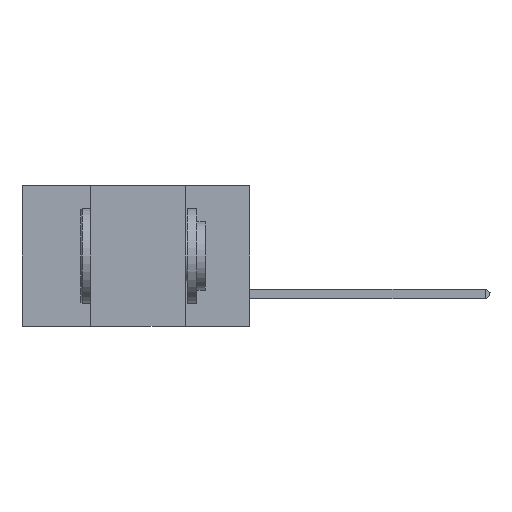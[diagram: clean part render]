
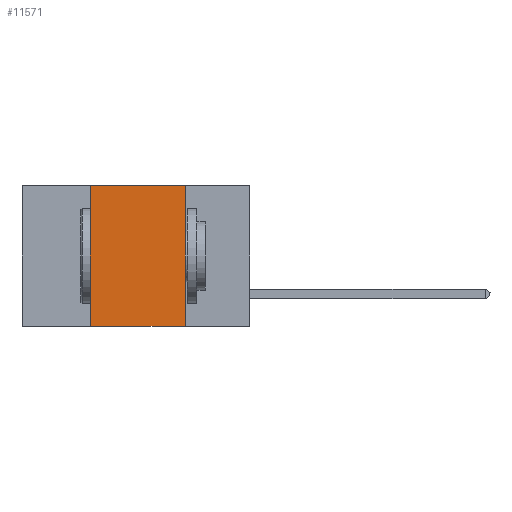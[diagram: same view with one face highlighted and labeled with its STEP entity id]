
A CAD part, left-side view. The second image highlights one B-rep face of the part: STEP entity #11571.
In plain terms, the highlighted planar face has unit normal (-1, 0, 0).
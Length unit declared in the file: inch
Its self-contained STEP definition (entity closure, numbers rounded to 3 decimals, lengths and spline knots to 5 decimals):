
#238 = VERTEX_POINT ( 'NONE', #10714 ) ;
#803 = EDGE_CURVE ( 'NONE', #238, #11790, #7293, .T. ) ;
#1302 = VECTOR ( 'NONE', #5945, 39.37008 ) ;
#1324 = VECTOR ( 'NONE', #5436, 39.37008 ) ;
#1502 = DIRECTION ( 'NONE',  ( 1., 0., 0. ) ) ;
#2204 = DIRECTION ( 'NONE',  ( 0., 0., -1. ) ) ;
#2321 = EDGE_CURVE ( 'NONE', #238, #9351, #9728, .T. ) ;
#3385 = CARTESIAN_POINT ( 'NONE',  ( 0., 0.17, 0. ) ) ;
#3415 = LINE ( 'NONE', #6467, #4275 ) ;
#3458 = FACE_OUTER_BOUND ( 'NONE', #4922, .T. ) ;
#4207 = VERTEX_POINT ( 'NONE', #9077 ) ;
#4275 = VECTOR ( 'NONE', #14274, 39.37008 ) ;
#4922 = EDGE_LOOP ( 'NONE', ( #13664, #9295, #6730, #5003 ) ) ;
#5003 = ORIENTED_EDGE ( 'NONE', *, *, #803, .T. ) ;
#5436 = DIRECTION ( 'NONE',  ( 0., -1., 0. ) ) ;
#5481 = AXIS2_PLACEMENT_3D ( 'NONE', #11557, #1502, #7149 ) ;
#5945 = DIRECTION ( 'NONE',  ( 0., 0., 1. ) ) ;
#6092 = CARTESIAN_POINT ( 'NONE',  ( 0., 0.42, 0. ) ) ;
#6467 = CARTESIAN_POINT ( 'NONE',  ( 0., 0.6, 0. ) ) ;
#6730 = ORIENTED_EDGE ( 'NONE', *, *, #2321, .F. ) ;
#7052 = PLANE ( 'NONE',  #5481 ) ;
#7149 = DIRECTION ( 'NONE',  ( 0., 0., -1. ) ) ;
#7293 = LINE ( 'NONE', #10982, #1324 ) ;
#8634 = EDGE_CURVE ( 'NONE', #4207, #11790, #12818, .T. ) ;
#9077 = CARTESIAN_POINT ( 'NONE',  ( 0., 0.17, 0. ) ) ;
#9295 = ORIENTED_EDGE ( 'NONE', *, *, #12875, .F. ) ;
#9351 = VERTEX_POINT ( 'NONE', #13196 ) ;
#9728 = LINE ( 'NONE', #6092, #1302 ) ;
#10714 = CARTESIAN_POINT ( 'NONE',  ( 0., 0.42, -0.37 ) ) ;
#10857 = CARTESIAN_POINT ( 'NONE',  ( 0., 0.17, -0.37 ) ) ;
#10982 = CARTESIAN_POINT ( 'NONE',  ( 0., 0.6, -0.37 ) ) ;
#11557 = CARTESIAN_POINT ( 'NONE',  ( 0., 0.6, 0. ) ) ;
#11571 = ADVANCED_FACE ( 'NONE', ( #3458 ), #7052, .F. ) ;
#11790 = VERTEX_POINT ( 'NONE', #10857 ) ;
#12109 = VECTOR ( 'NONE', #2204, 39.37008 ) ;
#12818 = LINE ( 'NONE', #3385, #12109 ) ;
#12875 = EDGE_CURVE ( 'NONE', #9351, #4207, #3415, .T. ) ;
#13196 = CARTESIAN_POINT ( 'NONE',  ( 0., 0.42, 0. ) ) ;
#13664 = ORIENTED_EDGE ( 'NONE', *, *, #8634, .F. ) ;
#14274 = DIRECTION ( 'NONE',  ( 0., -1., 0. ) ) ;
